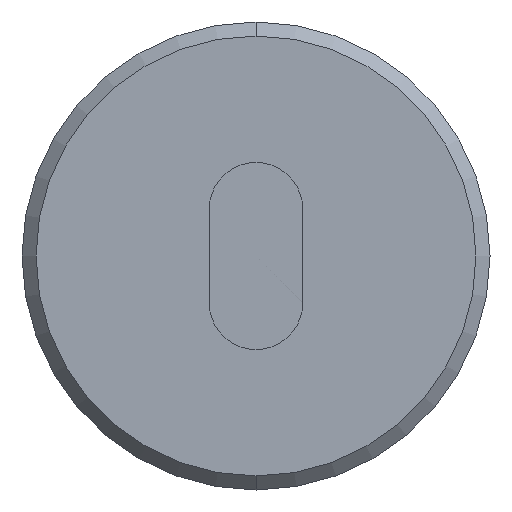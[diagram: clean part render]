
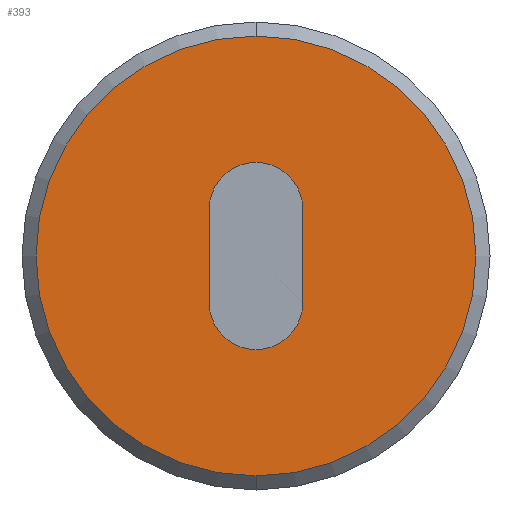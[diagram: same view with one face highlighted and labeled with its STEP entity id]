
A CAD part, front view. The second image highlights one B-rep face of the part: STEP entity #393.
In plain terms, the highlighted planar face has unit normal (0, -1, 0).
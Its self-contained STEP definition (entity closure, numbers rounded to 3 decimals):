
#2 = ORIENTED_EDGE ( 'NONE', *, *, #575, .F. ) ;
#30 = CARTESIAN_POINT ( 'NONE',  ( 0., 0., -4.7 ) ) ;
#52 = CARTESIAN_POINT ( 'NONE',  ( 1., 0., -1. ) ) ;
#78 = CARTESIAN_POINT ( 'NONE',  ( 0., 0., -2. ) ) ;
#86 = DIRECTION ( 'NONE',  ( 0., -1., 0. ) ) ;
#95 = CIRCLE ( 'NONE', #824, 4.7 ) ;
#101 = ORIENTED_EDGE ( 'NONE', *, *, #932, .F. ) ;
#108 = ORIENTED_EDGE ( 'NONE', *, *, #339, .F. ) ;
#132 = FACE_OUTER_BOUND ( 'NONE', #444, .T. ) ;
#146 = DIRECTION ( 'NONE',  ( 0., 0., 1. ) ) ;
#150 = EDGE_CURVE ( 'NONE', #356, #1193, #572, .T. ) ;
#151 = LINE ( 'NONE', #240, #918 ) ;
#153 = DIRECTION ( 'NONE',  ( 0., 0., 1. ) ) ;
#231 = DIRECTION ( 'NONE',  ( 0., -1., 0. ) ) ;
#240 = CARTESIAN_POINT ( 'NONE',  ( 1., 0., 1. ) ) ;
#257 = CARTESIAN_POINT ( 'NONE',  ( 0., 0., 0. ) ) ;
#272 = DIRECTION ( 'NONE',  ( 0., 0., -1. ) ) ;
#274 = DIRECTION ( 'NONE',  ( 0., 0., -1. ) ) ;
#332 = CARTESIAN_POINT ( 'NONE',  ( -1., 0., 1. ) ) ;
#339 = EDGE_CURVE ( 'NONE', #1169, #548, #992, .T. ) ;
#350 = ORIENTED_EDGE ( 'NONE', *, *, #1282, .T. ) ;
#356 = VERTEX_POINT ( 'NONE', #731 ) ;
#393 = ADVANCED_FACE ( 'NONE', ( #132, #525 ), #746, .F. ) ;
#418 = CARTESIAN_POINT ( 'NONE',  ( 0., 0., -1. ) ) ;
#440 = DIRECTION ( 'NONE',  ( 0., 0., 1. ) ) ;
#443 = CARTESIAN_POINT ( 'NONE',  ( 0., 0., 0. ) ) ;
#444 = EDGE_LOOP ( 'NONE', ( #1130, #350 ) ) ;
#465 = EDGE_CURVE ( 'NONE', #611, #863, #95, .T. ) ;
#498 = CIRCLE ( 'NONE', #1063, 4.7 ) ;
#522 = DIRECTION ( 'NONE',  ( 0., 0., 1. ) ) ;
#525 = FACE_BOUND ( 'NONE', #626, .T. ) ;
#529 = AXIS2_PLACEMENT_3D ( 'NONE', #983, #86, #272 ) ;
#548 = VERTEX_POINT ( 'NONE', #78 ) ;
#549 = AXIS2_PLACEMENT_3D ( 'NONE', #418, #231, #818 ) ;
#572 = CIRCLE ( 'NONE', #529, 1. ) ;
#575 = EDGE_CURVE ( 'NONE', #1193, #1169, #780, .T. ) ;
#576 = CARTESIAN_POINT ( 'NONE',  ( 0., 0., -1. ) ) ;
#609 = ORIENTED_EDGE ( 'NONE', *, *, #150, .F. ) ;
#611 = VERTEX_POINT ( 'NONE', #866 ) ;
#626 = EDGE_LOOP ( 'NONE', ( #2, #609, #782, #101, #108 ) ) ;
#700 = VECTOR ( 'NONE', #1177, 1000. ) ;
#731 = CARTESIAN_POINT ( 'NONE',  ( 1., 0., 1. ) ) ;
#746 = PLANE ( 'NONE',  #1245 ) ;
#752 = DIRECTION ( 'NONE',  ( 0., -1., 0. ) ) ;
#780 = LINE ( 'NONE', #1172, #700 ) ;
#782 = ORIENTED_EDGE ( 'NONE', *, *, #1253, .F. ) ;
#818 = DIRECTION ( 'NONE',  ( 0., 0., -1. ) ) ;
#824 = AXIS2_PLACEMENT_3D ( 'NONE', #257, #1039, #146 ) ;
#863 = VERTEX_POINT ( 'NONE', #30 ) ;
#866 = CARTESIAN_POINT ( 'NONE',  ( 0., 0., 4.7 ) ) ;
#918 = VECTOR ( 'NONE', #522, 1000. ) ;
#932 = EDGE_CURVE ( 'NONE', #548, #1294, #999, .T. ) ;
#939 = AXIS2_PLACEMENT_3D ( 'NONE', #576, #1085, #274 ) ;
#983 = CARTESIAN_POINT ( 'NONE',  ( 0., 0., 1. ) ) ;
#992 = CIRCLE ( 'NONE', #549, 1. ) ;
#999 = CIRCLE ( 'NONE', #939, 1. ) ;
#1030 = CARTESIAN_POINT ( 'NONE',  ( 0., 0., 0. ) ) ;
#1039 = DIRECTION ( 'NONE',  ( 0., -1., 0. ) ) ;
#1063 = AXIS2_PLACEMENT_3D ( 'NONE', #1030, #752, #440 ) ;
#1085 = DIRECTION ( 'NONE',  ( 0., -1., 0. ) ) ;
#1130 = ORIENTED_EDGE ( 'NONE', *, *, #465, .T. ) ;
#1149 = CARTESIAN_POINT ( 'NONE',  ( -1., 0., -1. ) ) ;
#1158 = DIRECTION ( 'NONE',  ( 0., 1., 0. ) ) ;
#1169 = VERTEX_POINT ( 'NONE', #1149 ) ;
#1172 = CARTESIAN_POINT ( 'NONE',  ( -1., 0., 1. ) ) ;
#1177 = DIRECTION ( 'NONE',  ( 0., 0., -1. ) ) ;
#1193 = VERTEX_POINT ( 'NONE', #332 ) ;
#1245 = AXIS2_PLACEMENT_3D ( 'NONE', #443, #1158, #153 ) ;
#1253 = EDGE_CURVE ( 'NONE', #1294, #356, #151, .T. ) ;
#1282 = EDGE_CURVE ( 'NONE', #863, #611, #498, .T. ) ;
#1294 = VERTEX_POINT ( 'NONE', #52 ) ;
